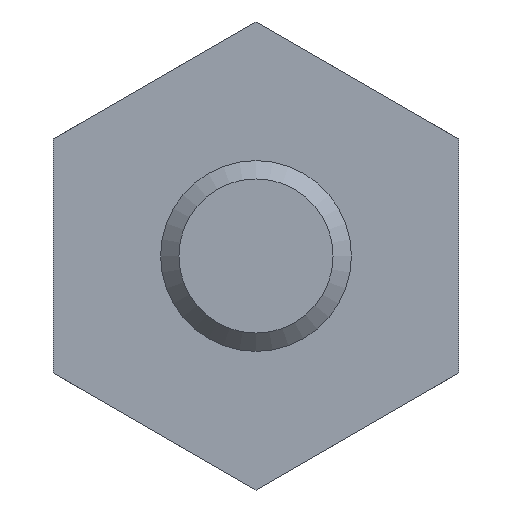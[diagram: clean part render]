
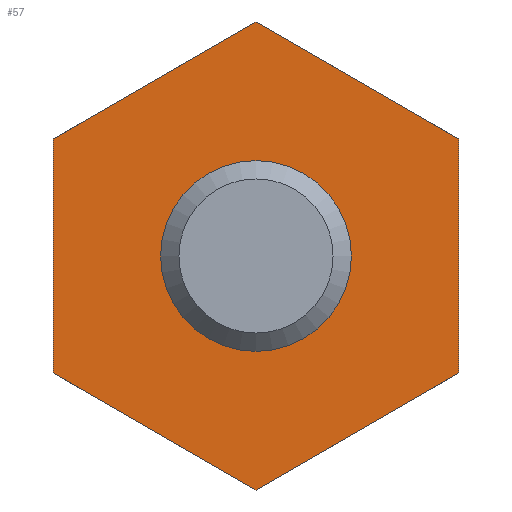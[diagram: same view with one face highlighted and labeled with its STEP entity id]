
A CAD part, front view. The second image highlights one B-rep face of the part: STEP entity #57.
In plain terms, the highlighted planar face has unit normal (0, -1, 0).
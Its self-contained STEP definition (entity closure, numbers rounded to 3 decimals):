
#57 = ADVANCED_FACE( '', ( #132, #133 ), #134, .F. );
#132 = FACE_BOUND( '', #227, .T. );
#133 = FACE_OUTER_BOUND( '', #228, .T. );
#134 = PLANE( '', #229 );
#227 = EDGE_LOOP( '', ( #327 ) );
#228 = EDGE_LOOP( '', ( #328, #329, #330, #331, #332, #333 ) );
#229 = AXIS2_PLACEMENT_3D( '', #334, #335, #336 );
#327 = ORIENTED_EDGE( '', *, *, #535, .F. );
#328 = ORIENTED_EDGE( '', *, *, #536, .T. );
#329 = ORIENTED_EDGE( '', *, *, #537, .T. );
#330 = ORIENTED_EDGE( '', *, *, #538, .T. );
#331 = ORIENTED_EDGE( '', *, *, #539, .T. );
#332 = ORIENTED_EDGE( '', *, *, #540, .T. );
#333 = ORIENTED_EDGE( '', *, *, #541, .T. );
#334 = CARTESIAN_POINT( '', ( 10.7, 0., 0. ) );
#335 = DIRECTION( '', ( 0., 1., 0. ) );
#336 = DIRECTION( '', ( 0., 0., 1. ) );
#535 = EDGE_CURVE( '', #624, #624, #625, .T. );
#536 = EDGE_CURVE( '', #626, #627, #628, .T. );
#537 = EDGE_CURVE( '', #627, #629, #630, .T. );
#538 = EDGE_CURVE( '', #629, #631, #632, .T. );
#539 = EDGE_CURVE( '', #631, #633, #634, .T. );
#540 = EDGE_CURVE( '', #633, #635, #636, .T. );
#541 = EDGE_CURVE( '', #635, #626, #637, .T. );
#624 = VERTEX_POINT( '', #751 );
#625 = CIRCLE( '', #752, 3.2 );
#626 = VERTEX_POINT( '', #753 );
#627 = VERTEX_POINT( '', #754 );
#628 = LINE( '', #755, #756 );
#629 = VERTEX_POINT( '', #757 );
#630 = LINE( '', #758, #759 );
#631 = VERTEX_POINT( '', #760 );
#632 = LINE( '', #761, #762 );
#633 = VERTEX_POINT( '', #763 );
#634 = LINE( '', #764, #765 );
#635 = VERTEX_POINT( '', #766 );
#636 = LINE( '', #767, #768 );
#637 = LINE( '', #769, #770 );
#751 = CARTESIAN_POINT( '', ( 0., 0., -3.2 ) );
#752 = AXIS2_PLACEMENT_3D( '', #925, #926, #927 );
#753 = CARTESIAN_POINT( '', ( 0., 0., 9.815 ) );
#754 = CARTESIAN_POINT( '', ( -8.5, 0., 4.907 ) );
#755 = CARTESIAN_POINT( '', ( 3.775, 0., 11.994 ) );
#756 = VECTOR( '', #928, 1000. );
#757 = CARTESIAN_POINT( '', ( -8.5, 0., -4.907 ) );
#758 = CARTESIAN_POINT( '', ( -8.5, 0., 0. ) );
#759 = VECTOR( '', #929, 1000. );
#760 = CARTESIAN_POINT( '', ( 0., 0., -9.815 ) );
#761 = CARTESIAN_POINT( '', ( 3.775, 0., -11.994 ) );
#762 = VECTOR( '', #930, 1000. );
#763 = CARTESIAN_POINT( '', ( 8.5, 0., -4.907 ) );
#764 = CARTESIAN_POINT( '', ( 12.275, 0., -2.728 ) );
#765 = VECTOR( '', #931, 1000. );
#766 = CARTESIAN_POINT( '', ( 8.5, 0., 4.907 ) );
#767 = CARTESIAN_POINT( '', ( 8.5, 0., 0. ) );
#768 = VECTOR( '', #932, 1000. );
#769 = CARTESIAN_POINT( '', ( 12.275, 0., 2.728 ) );
#770 = VECTOR( '', #933, 1000. );
#925 = CARTESIAN_POINT( '', ( 0., 0., 0. ) );
#926 = DIRECTION( '', ( 0., -1., 0. ) );
#927 = DIRECTION( '', ( 0., 0., -1. ) );
#928 = DIRECTION( '', ( -0.866, 0., -0.5 ) );
#929 = DIRECTION( '', ( 0., 0., -1. ) );
#930 = DIRECTION( '', ( 0.866, 0., -0.5 ) );
#931 = DIRECTION( '', ( 0.866, 0., 0.5 ) );
#932 = DIRECTION( '', ( 0., 0., 1. ) );
#933 = DIRECTION( '', ( -0.866, 0., 0.5 ) );
